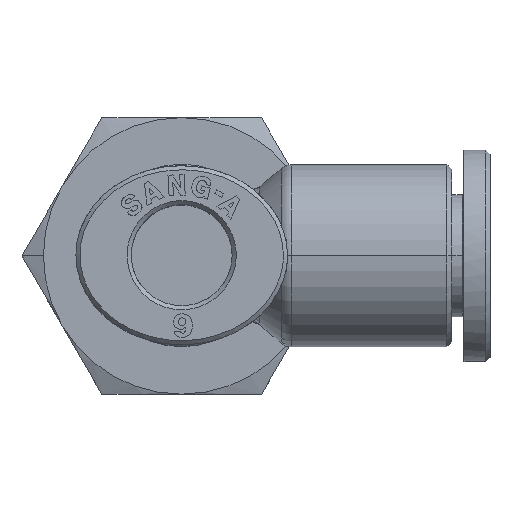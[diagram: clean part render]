
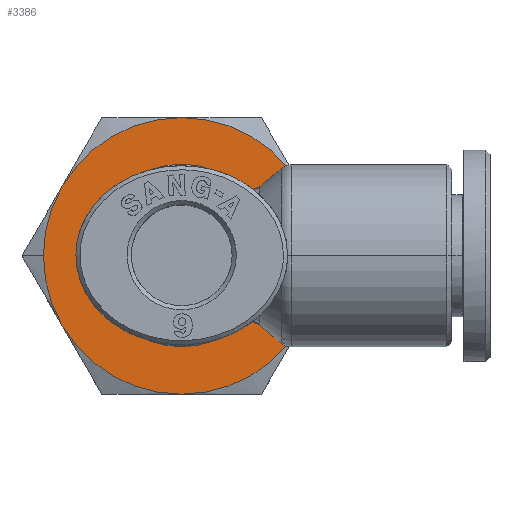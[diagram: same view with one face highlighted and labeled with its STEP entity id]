
A CAD part, top view. The second image highlights one B-rep face of the part: STEP entity #3386.
In plain terms, the highlighted planar face has unit normal (0, 0, 1).
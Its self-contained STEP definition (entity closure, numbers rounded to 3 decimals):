
#2691=CARTESIAN_POINT('',(-14.,0.,-5.9));
#2692=VERTEX_POINT('',#2691);
#2701=CARTESIAN_POINT('',(-12.861,4.25,-5.9));
#2702=VERTEX_POINT('',#2701);
#2703=CARTESIAN_POINT('',(-5.5,0.,-5.9));
#2704=DIRECTION('',(0.0,0.0,1.0));
#2705=DIRECTION('',(1.0,0.0,0.0));
#2706=AXIS2_PLACEMENT_3D('',#2703,#2704,#2705);
#2707=CIRCLE('',#2706,8.5);
#2708=EDGE_CURVE('',#2702,#2692,#2707,.T.);
#2733=CARTESIAN_POINT('',(3.,0.,-5.9));
#2734=VERTEX_POINT('',#2733);
#2741=CARTESIAN_POINT('',(1.861,4.25,-5.9));
#2742=VERTEX_POINT('',#2741);
#2756=CARTESIAN_POINT('',(-5.5,0.,-5.9));
#2757=DIRECTION('',(0.0,0.0,1.0));
#2758=DIRECTION('',(1.0,0.0,0.0));
#2759=AXIS2_PLACEMENT_3D('',#2756,#2757,#2758);
#2760=CIRCLE('',#2759,8.5);
#2761=EDGE_CURVE('',#2734,#2742,#2760,.T.);
#3034=CARTESIAN_POINT('',(-0.999,0.,-5.9));
#3035=VERTEX_POINT('',#3034);
#3044=CARTESIAN_POINT('',(-10.001,0.,-5.9));
#3045=VERTEX_POINT('',#3044);
#3053=CARTESIAN_POINT('',(-5.5,0.,-5.9));
#3054=DIRECTION('',(0.0,0.0,1.0));
#3055=DIRECTION('',(-1.0,0.0,0.0));
#3056=AXIS2_PLACEMENT_3D('',#3053,#3054,#3055);
#3057=CIRCLE('',#3056,4.501);
#3058=EDGE_CURVE('',#3045,#3035,#3057,.T.);
#3287=CARTESIAN_POINT('',(-5.5,0.,-5.9));
#3288=DIRECTION('',(0.0,0.0,1.0));
#3289=DIRECTION('',(-1.0,0.0,0.0));
#3290=AXIS2_PLACEMENT_3D('',#3287,#3288,#3289);
#3291=CIRCLE('',#3290,4.501);
#3292=EDGE_CURVE('',#3035,#3045,#3291,.T.);
#3323=CARTESIAN_POINT('',(-5.5,0.,-5.9));
#3324=DIRECTION('',(0.0,0.0,-1.0));
#3325=DIRECTION('',(-1.0,0.0,0.0));
#3326=AXIS2_PLACEMENT_3D('',#3323,#3324,#3325);
#3327=PLANE('',#3326);
#3328=ORIENTED_EDGE('',*,*,#2708,.T.);
#3329=CARTESIAN_POINT('',(-12.861,-4.25,-5.9));
#3330=VERTEX_POINT('',#3329);
#3331=CARTESIAN_POINT('',(-5.5,0.,-5.9));
#3332=DIRECTION('',(0.0,0.0,1.0));
#3333=DIRECTION('',(1.0,0.0,0.0));
#3334=AXIS2_PLACEMENT_3D('',#3331,#3332,#3333);
#3335=CIRCLE('',#3334,8.5);
#3336=EDGE_CURVE('',#2692,#3330,#3335,.T.);
#3337=ORIENTED_EDGE('',*,*,#3336,.T.);
#3338=CARTESIAN_POINT('',(-5.5,-8.5,-5.9));
#3339=VERTEX_POINT('',#3338);
#3340=CARTESIAN_POINT('',(-5.5,0.,-5.9));
#3341=DIRECTION('',(0.0,0.0,1.0));
#3342=DIRECTION('',(1.0,0.0,0.0));
#3343=AXIS2_PLACEMENT_3D('',#3340,#3341,#3342);
#3344=CIRCLE('',#3343,8.5);
#3345=EDGE_CURVE('',#3330,#3339,#3344,.T.);
#3346=ORIENTED_EDGE('',*,*,#3345,.T.);
#3347=CARTESIAN_POINT('',(1.861,-4.25,-5.9));
#3348=VERTEX_POINT('',#3347);
#3349=CARTESIAN_POINT('',(-5.5,0.,-5.9));
#3350=DIRECTION('',(0.0,0.0,1.0));
#3351=DIRECTION('',(1.0,0.0,0.0));
#3352=AXIS2_PLACEMENT_3D('',#3349,#3350,#3351);
#3353=CIRCLE('',#3352,8.5);
#3354=EDGE_CURVE('',#3339,#3348,#3353,.T.);
#3355=ORIENTED_EDGE('',*,*,#3354,.T.);
#3356=CARTESIAN_POINT('',(-5.5,0.,-5.9));
#3357=DIRECTION('',(0.0,0.0,1.0));
#3358=DIRECTION('',(1.0,0.0,0.0));
#3359=AXIS2_PLACEMENT_3D('',#3356,#3357,#3358);
#3360=CIRCLE('',#3359,8.5);
#3361=EDGE_CURVE('',#3348,#2734,#3360,.T.);
#3362=ORIENTED_EDGE('',*,*,#3361,.T.);
#3363=ORIENTED_EDGE('',*,*,#2761,.T.);
#3364=CARTESIAN_POINT('',(-5.5,8.5,-5.9));
#3365=VERTEX_POINT('',#3364);
#3366=CARTESIAN_POINT('',(-5.5,0.,-5.9));
#3367=DIRECTION('',(0.0,0.0,1.0));
#3368=DIRECTION('',(1.0,0.0,0.0));
#3369=AXIS2_PLACEMENT_3D('',#3366,#3367,#3368);
#3370=CIRCLE('',#3369,8.5);
#3371=EDGE_CURVE('',#2742,#3365,#3370,.T.);
#3372=ORIENTED_EDGE('',*,*,#3371,.T.);
#3373=CARTESIAN_POINT('',(-5.5,0.,-5.9));
#3374=DIRECTION('',(0.0,0.0,1.0));
#3375=DIRECTION('',(1.0,0.0,0.0));
#3376=AXIS2_PLACEMENT_3D('',#3373,#3374,#3375);
#3377=CIRCLE('',#3376,8.5);
#3378=EDGE_CURVE('',#3365,#2702,#3377,.T.);
#3379=ORIENTED_EDGE('',*,*,#3378,.T.);
#3380=EDGE_LOOP('',(#3328,#3337,#3346,#3355,#3362,#3363,#3372,#3379));
#3381=FACE_OUTER_BOUND('',#3380,.T.);
#3382=ORIENTED_EDGE('',*,*,#3292,.F.);
#3383=ORIENTED_EDGE('',*,*,#3058,.F.);
#3384=EDGE_LOOP('',(#3382,#3383));
#3385=FACE_BOUND('',#3384,.T.);
#3386=ADVANCED_FACE('',(#3381,#3385),#3327,.F.);
